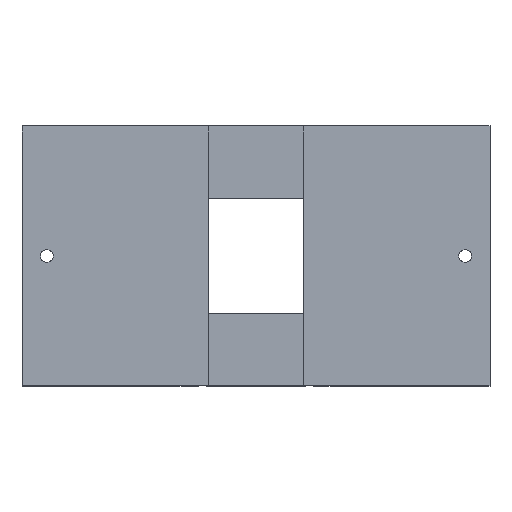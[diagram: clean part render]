
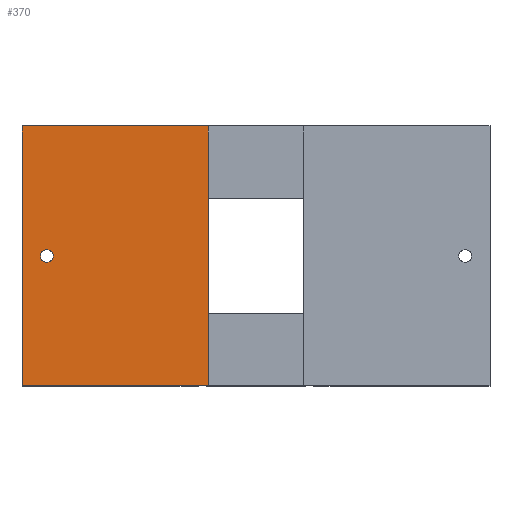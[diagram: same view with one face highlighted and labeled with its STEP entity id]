
A CAD part, top view. The second image highlights one B-rep face of the part: STEP entity #370.
In plain terms, the highlighted planar face has unit normal (0, 0, 1).
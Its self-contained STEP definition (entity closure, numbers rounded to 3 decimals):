
#24 = VERTEX_POINT('',#25);
#25 = CARTESIAN_POINT('',(-81.,-30.75,-3.8));
#40 = VERTEX_POINT('',#41);
#41 = CARTESIAN_POINT('',(-81.,59.25,-3.8));
#47 = EDGE_CURVE('',#24,#40,#48,.T.);
#48 = LINE('',#49,#50);
#49 = CARTESIAN_POINT('',(-81.,-30.75,-3.8));
#50 = VECTOR('',#51,1.);
#51 = DIRECTION('',(0.,1.,0.));
#268 = EDGE_CURVE('',#24,#269,#271,.T.);
#269 = VERTEX_POINT('',#270);
#270 = CARTESIAN_POINT('',(-16.6,-30.75,-3.8));
#271 = LINE('',#272,#273);
#272 = CARTESIAN_POINT('',(-81.,-30.75,-3.8));
#273 = VECTOR('',#274,1.);
#274 = DIRECTION('',(1.,0.,0.));
#370 = ADVANCED_FACE('',(#371,#389),#400,.T.);
#371 = FACE_BOUND('',#372,.T.);
#372 = EDGE_LOOP('',(#373,#381,#382,#383));
#373 = ORIENTED_EDGE('',*,*,#374,.F.);
#374 = EDGE_CURVE('',#40,#375,#377,.T.);
#375 = VERTEX_POINT('',#376);
#376 = CARTESIAN_POINT('',(-16.6,59.25,-3.8));
#377 = LINE('',#378,#379);
#378 = CARTESIAN_POINT('',(-81.,59.25,-3.8));
#379 = VECTOR('',#380,1.);
#380 = DIRECTION('',(1.,0.,0.));
#381 = ORIENTED_EDGE('',*,*,#47,.F.);
#382 = ORIENTED_EDGE('',*,*,#268,.T.);
#383 = ORIENTED_EDGE('',*,*,#384,.T.);
#384 = EDGE_CURVE('',#269,#375,#385,.T.);
#385 = LINE('',#386,#387);
#386 = CARTESIAN_POINT('',(-16.6,-30.75,-3.8));
#387 = VECTOR('',#388,1.);
#388 = DIRECTION('',(0.,1.,0.));
#389 = FACE_BOUND('',#390,.T.);
#390 = EDGE_LOOP('',(#391));
#391 = ORIENTED_EDGE('',*,*,#392,.T.);
#392 = EDGE_CURVE('',#393,#393,#395,.T.);
#393 = VERTEX_POINT('',#394);
#394 = CARTESIAN_POINT('',(-70.2,14.25,-3.8));
#395 = CIRCLE('',#396,2.2);
#396 = AXIS2_PLACEMENT_3D('',#397,#398,#399);
#397 = CARTESIAN_POINT('',(-72.4,14.25,-3.8));
#398 = DIRECTION('',(0.,0.,-1.));
#399 = DIRECTION('',(1.,0.,0.));
#400 = PLANE('',#401);
#401 = AXIS2_PLACEMENT_3D('',#402,#403,#404);
#402 = CARTESIAN_POINT('',(-81.,-30.75,-3.8));
#403 = DIRECTION('',(0.,0.,1.));
#404 = DIRECTION('',(1.,0.,0.));
